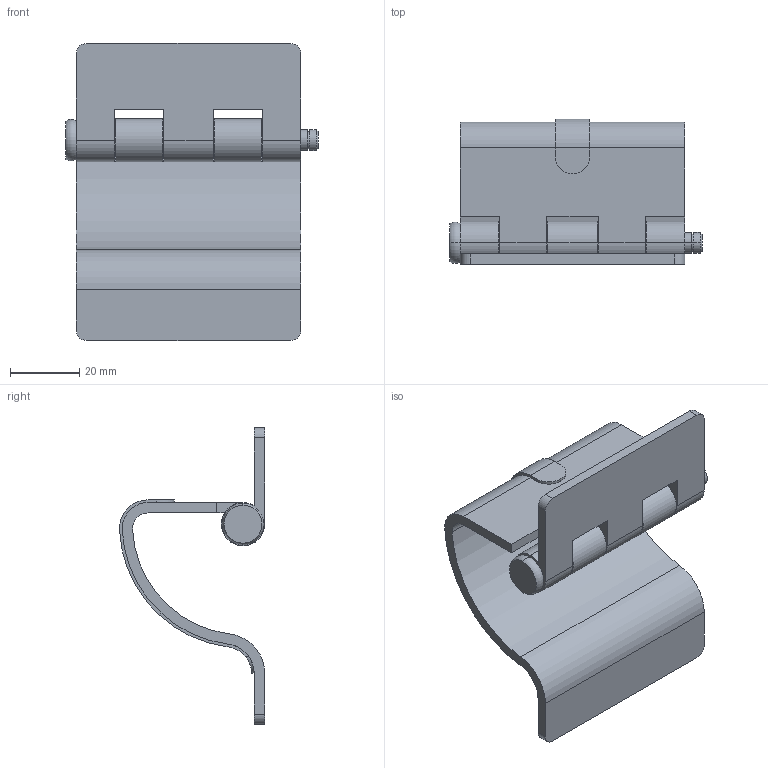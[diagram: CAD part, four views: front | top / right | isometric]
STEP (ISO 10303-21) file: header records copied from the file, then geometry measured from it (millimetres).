
FILE_DESCRIPTION (( 'STEP AP203' ), '1' );
FILE_NAME ('sone3D.STEP', '2015-02-26T07:26:49', ( '' ), ( '' ), 'SwSTEP 2.0', 'SolidWorks 2012', '' );
FILE_SCHEMA (( 'CONFIG_CONTROL_DESIGN' ));
Length unit declared in the file: millimetre
Products named in the file (4): sone3D; B-1008-1ヒンジB_; B-1008-1ヒンジA_; B-1008-1軸_
Assembly tree (3 placements, depth 2):
  sone3D
    B-1008-1軸_
    B-1008-1ヒンジA_
    B-1008-1ヒンジB_
Bounding box: 73 x 42.01 x 86 mm (x, y, z)
Volume: 33860.1 mm3; surface area: 24500.8 mm2
Topology: 3 solids, 3 shells, 84 faces, 221 edges, 146 vertices
Faces by surface type: cylinder 47, plane 33, cone 2, torus 2
Entity records: 3145 total; most frequent: CARTESIAN_POINT 545, DIRECTION 495, ORIENTED_EDGE 442, EDGE_CURVE 221, AXIS2_PLACEMENT_3D 188, VERTEX_POINT 146, VECTOR 119, LINE 119
